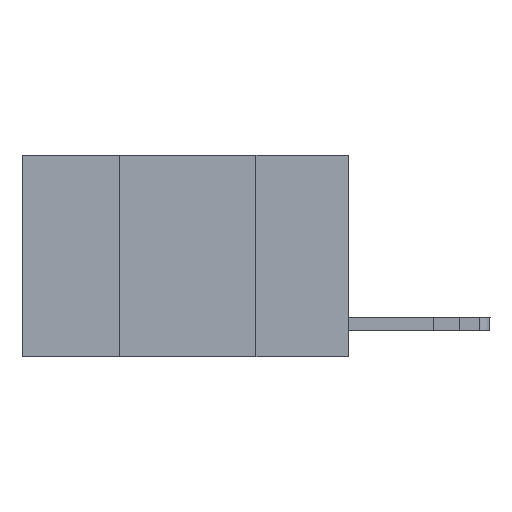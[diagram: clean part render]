
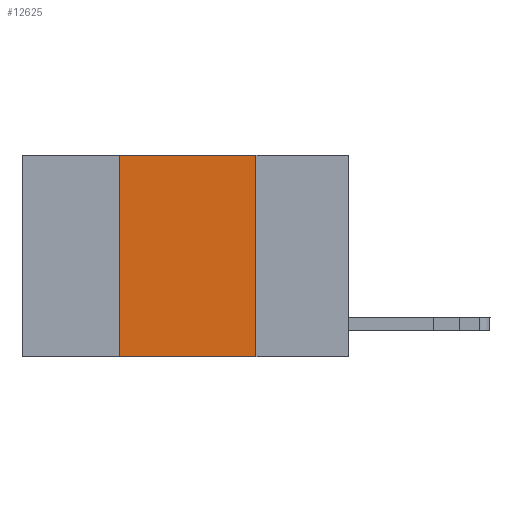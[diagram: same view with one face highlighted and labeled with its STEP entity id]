
A CAD part, left-side view. The second image highlights one B-rep face of the part: STEP entity #12625.
In plain terms, the highlighted planar face has unit normal (-1, 0, 0).
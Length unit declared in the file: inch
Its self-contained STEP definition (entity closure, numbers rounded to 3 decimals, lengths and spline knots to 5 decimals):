
#325 = CARTESIAN_POINT ( 'NONE',  ( 0., 0.17, -0.37 ) ) ;
#2522 = VECTOR ( 'NONE', #7390, 39.37008 ) ;
#3141 = CARTESIAN_POINT ( 'NONE',  ( 0., 0.6, -0.37 ) ) ;
#3164 = VERTEX_POINT ( 'NONE', #8564 ) ;
#5634 = CARTESIAN_POINT ( 'NONE',  ( 0., 0.17, 0. ) ) ;
#5962 = AXIS2_PLACEMENT_3D ( 'NONE', #7990, #17980, #14953 ) ;
#6402 = LINE ( 'NONE', #15097, #11430 ) ;
#7390 = DIRECTION ( 'NONE',  ( 0., 0., -1. ) ) ;
#7990 = CARTESIAN_POINT ( 'NONE',  ( 0., 0.6, 0. ) ) ;
#8564 = CARTESIAN_POINT ( 'NONE',  ( 0., 0.42, -0.37 ) ) ;
#8760 = CARTESIAN_POINT ( 'NONE',  ( 0., 0.17, 0. ) ) ;
#8960 = ORIENTED_EDGE ( 'NONE', *, *, #9986, .F. ) ;
#9722 = VERTEX_POINT ( 'NONE', #5634 ) ;
#9986 = EDGE_CURVE ( 'NONE', #3164, #17026, #6402, .T. ) ;
#10961 = FACE_OUTER_BOUND ( 'NONE', #14172, .T. ) ;
#11430 = VECTOR ( 'NONE', #15191, 39.37008 ) ;
#11787 = ORIENTED_EDGE ( 'NONE', *, *, #12998, .T. ) ;
#11886 = CARTESIAN_POINT ( 'NONE',  ( 0., 0.42, 0. ) ) ;
#11913 = EDGE_CURVE ( 'NONE', #9722, #12005, #14243, .T. ) ;
#12005 = VERTEX_POINT ( 'NONE', #325 ) ;
#12259 = CARTESIAN_POINT ( 'NONE',  ( 0., 0.6, 0. ) ) ;
#12625 = ADVANCED_FACE ( 'NONE', ( #10961 ), #13647, .F. ) ;
#12998 = EDGE_CURVE ( 'NONE', #3164, #12005, #16227, .T. ) ;
#13647 = PLANE ( 'NONE',  #5962 ) ;
#14172 = EDGE_LOOP ( 'NONE', ( #15161, #15022, #8960, #11787 ) ) ;
#14243 = LINE ( 'NONE', #8760, #2522 ) ;
#14481 = DIRECTION ( 'NONE',  ( 0., -1., 0. ) ) ;
#14953 = DIRECTION ( 'NONE',  ( 0., 0., -1. ) ) ;
#15022 = ORIENTED_EDGE ( 'NONE', *, *, #17101, .F. ) ;
#15097 = CARTESIAN_POINT ( 'NONE',  ( 0., 0.42, 0. ) ) ;
#15161 = ORIENTED_EDGE ( 'NONE', *, *, #11913, .F. ) ;
#15191 = DIRECTION ( 'NONE',  ( 0., 0., 1. ) ) ;
#15496 = LINE ( 'NONE', #12259, #17862 ) ;
#15707 = VECTOR ( 'NONE', #14481, 39.37008 ) ;
#16227 = LINE ( 'NONE', #3141, #15707 ) ;
#16508 = DIRECTION ( 'NONE',  ( 0., -1., 0. ) ) ;
#17026 = VERTEX_POINT ( 'NONE', #11886 ) ;
#17101 = EDGE_CURVE ( 'NONE', #17026, #9722, #15496, .T. ) ;
#17862 = VECTOR ( 'NONE', #16508, 39.37008 ) ;
#17980 = DIRECTION ( 'NONE',  ( 1., 0., 0. ) ) ;
